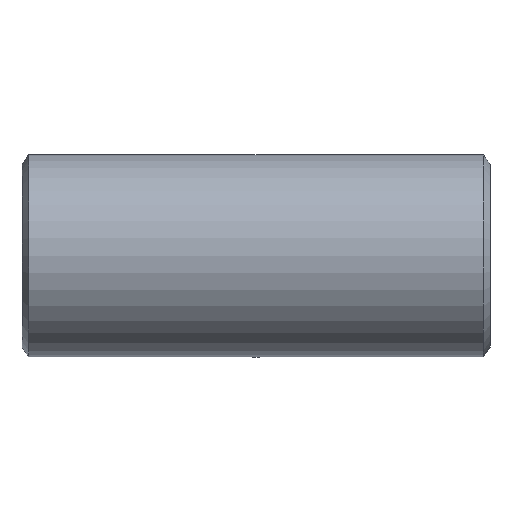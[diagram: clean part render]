
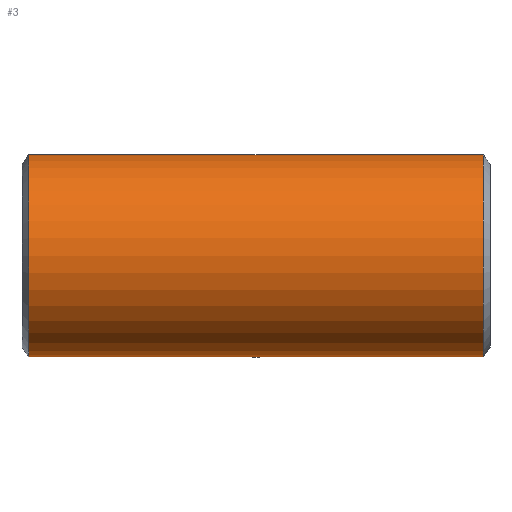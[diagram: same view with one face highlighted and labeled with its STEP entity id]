
A CAD part, top view. The second image highlights one B-rep face of the part: STEP entity #3.
In plain terms, the highlighted cylindrical face has radius 10.8 mm (diameter 21.6 mm), a full revolution.
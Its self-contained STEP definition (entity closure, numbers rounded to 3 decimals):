
#3 = ADVANCED_FACE ( 'NONE', ( #198, #152, #201 ), #197, .T. ) ;
#48 = EDGE_CURVE ( 'NONE', #270, #269, #98, .T. ) ;
#50 = AXIS2_PLACEMENT_3D ( 'NONE', #781, #782, #783 ) ;
#58 = EDGE_CURVE ( 'NONE', #838, #838, #249, .T. ) ;
#60 = AXIS2_PLACEMENT_3D ( 'NONE', #266, #277, #278 ) ;
#71 = EDGE_CURVE ( 'NONE', #269, #270, #100, .T. ) ;
#73 = AXIS2_PLACEMENT_3D ( 'NONE', #787, #798, #799 ) ;
#80 = EDGE_CURVE ( 'NONE', #846, #846, #254, .T. ) ;
#98 =( BOUNDED_CURVE ( )  B_SPLINE_CURVE ( 3, ( #767, #764, #772, #773 ),
 .UNSPECIFIED., .F., .T. ) 
 B_SPLINE_CURVE_WITH_KNOTS ( ( 4, 4 ),
 ( 1.571, 4.712 ),
 .UNSPECIFIED. ) 
 CURVE ( )  GEOMETRIC_REPRESENTATION_ITEM ( )  RATIONAL_B_SPLINE_CURVE ( ( 1., 0.333, 0.333, 1. ) ) 
 REPRESENTATION_ITEM ( '' )  );
#100 =( BOUNDED_CURVE ( )  B_SPLINE_CURVE ( 3, ( #784, #777, #789, #790 ),
 .UNSPECIFIED., .F., .T. ) 
 B_SPLINE_CURVE_WITH_KNOTS ( ( 4, 4 ),
 ( 1.571, 4.712 ),
 .UNSPECIFIED. ) 
 CURVE ( )  GEOMETRIC_REPRESENTATION_ITEM ( )  RATIONAL_B_SPLINE_CURVE ( ( 1., 0.333, 0.333, 1. ) ) 
 REPRESENTATION_ITEM ( '' )  );
#107 = ORIENTED_EDGE ( 'NONE', *, *, #48, .T. ) ;
#113 = ORIENTED_EDGE ( 'NONE', *, *, #58, .F. ) ;
#115 = ORIENTED_EDGE ( 'NONE', *, *, #80, .T. ) ;
#134 = ORIENTED_EDGE ( 'NONE', *, *, #71, .T. ) ;
#152 = FACE_BOUND ( 'NONE', #164, .T. ) ;
#164 = EDGE_LOOP ( 'NONE', ( #107, #134 ) ) ;
#169 = EDGE_LOOP ( 'NONE', ( #113 ) ) ;
#170 = EDGE_LOOP ( 'NONE', ( #115 ) ) ;
#197 = CYLINDRICAL_SURFACE ( 'NONE', #60, 10.8 ) ;
#198 = FACE_OUTER_BOUND ( 'NONE', #169, .T. ) ;
#201 = FACE_OUTER_BOUND ( 'NONE', #170, .T. ) ;
#249 = CIRCLE ( 'NONE', #50, 10.8 ) ;
#254 = CIRCLE ( 'NONE', #73, 10.8 ) ;
#266 = CARTESIAN_POINT ( 'NONE',  ( 25., 0., 0. ) ) ;
#269 = VERTEX_POINT ( 'NONE', #819 ) ;
#270 = VERTEX_POINT ( 'NONE', #820 ) ;
#277 = DIRECTION ( 'NONE',  ( 1., 0., 0. ) ) ;
#278 = DIRECTION ( 'NONE',  ( 0., 0., -1. ) ) ;
#764 = CARTESIAN_POINT ( 'NONE',  ( -24.1, 10.8, -21.6 ) ) ;
#767 = CARTESIAN_POINT ( 'NONE',  ( 0., 10.8, 0. ) ) ;
#772 = CARTESIAN_POINT ( 'NONE',  ( -24.1, -10.8, -21.6 ) ) ;
#773 = CARTESIAN_POINT ( 'NONE',  ( 0., -10.8, 0. ) ) ;
#777 = CARTESIAN_POINT ( 'NONE',  ( 24.1, -10.8, -21.6 ) ) ;
#781 = CARTESIAN_POINT ( 'NONE',  ( 24.292, 0., 0. ) ) ;
#782 = DIRECTION ( 'NONE',  ( 1., 0., 0. ) ) ;
#783 = DIRECTION ( 'NONE',  ( 0., 0., -1. ) ) ;
#784 = CARTESIAN_POINT ( 'NONE',  ( 0., -10.8, 0. ) ) ;
#787 = CARTESIAN_POINT ( 'NONE',  ( -24.292, 0., 0. ) ) ;
#789 = CARTESIAN_POINT ( 'NONE',  ( 24.1, 10.8, -21.6 ) ) ;
#790 = CARTESIAN_POINT ( 'NONE',  ( 0., 10.8, 0. ) ) ;
#798 = DIRECTION ( 'NONE',  ( 1., 0., 0. ) ) ;
#799 = DIRECTION ( 'NONE',  ( 0., 0., -1. ) ) ;
#819 = CARTESIAN_POINT ( 'NONE',  ( 0., -10.8, 0. ) ) ;
#820 = CARTESIAN_POINT ( 'NONE',  ( 0., 10.8, 0. ) ) ;
#838 = VERTEX_POINT ( 'NONE', #839 ) ;
#839 = CARTESIAN_POINT ( 'NONE',  ( 24.292, 0., -10.8 ) ) ;
#846 = VERTEX_POINT ( 'NONE', #847 ) ;
#847 = CARTESIAN_POINT ( 'NONE',  ( -24.292, 0., -10.8 ) ) ;
